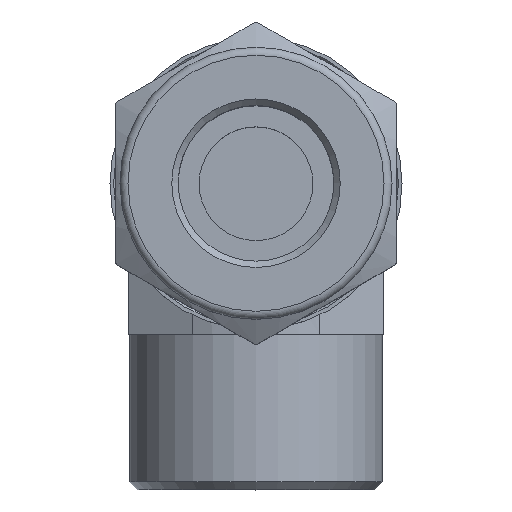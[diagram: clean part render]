
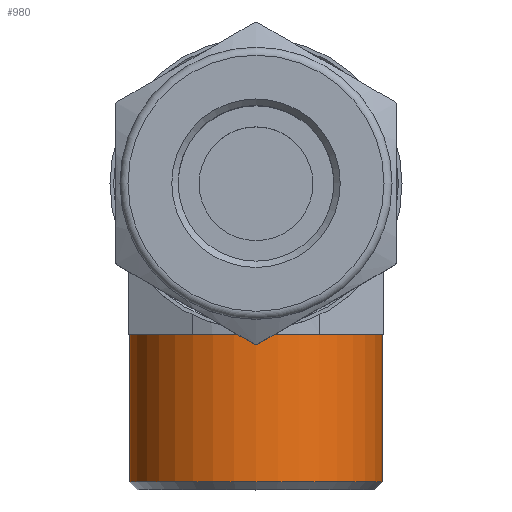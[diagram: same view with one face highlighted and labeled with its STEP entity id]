
A CAD part, top view. The second image highlights one B-rep face of the part: STEP entity #980.
In plain terms, the highlighted cylindrical face has radius 7.9 mm (diameter 15.8 mm), a full revolution.
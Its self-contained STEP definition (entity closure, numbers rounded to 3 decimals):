
#34=CYLINDRICAL_SURFACE('',#1113,7.9);
#106=CIRCLE('',#1104,7.9);
#111=CIRCLE('',#1114,7.9);
#162=FACE_OUTER_BOUND('',#233,.T.);
#233=EDGE_LOOP('',(#816,#817,#818,#819));
#291=LINE('',#1683,#359);
#359=VECTOR('',#1364,7.9);
#460=VERTEX_POINT('',#1663);
#465=VERTEX_POINT('',#1682);
#579=EDGE_CURVE('',#460,#460,#106,.T.);
#587=EDGE_CURVE('',#460,#465,#291,.T.);
#588=EDGE_CURVE('',#465,#465,#111,.T.);
#816=ORIENTED_EDGE('',*,*,#579,.F.);
#817=ORIENTED_EDGE('',*,*,#587,.T.);
#818=ORIENTED_EDGE('',*,*,#588,.F.);
#819=ORIENTED_EDGE('',*,*,#587,.F.);
#980=ADVANCED_FACE('',(#162),#34,.T.);
#1104=AXIS2_PLACEMENT_3D('',#1665,#1341,#1342);
#1113=AXIS2_PLACEMENT_3D('',#1681,#1362,#1363);
#1114=AXIS2_PLACEMENT_3D('',#1684,#1365,#1366);
#1341=DIRECTION('center_axis',(0.,-1.,0.));
#1342=DIRECTION('ref_axis',(1.,0.,0.));
#1362=DIRECTION('center_axis',(0.,-1.,0.));
#1363=DIRECTION('ref_axis',(0.,0.,-1.));
#1364=DIRECTION('',(0.,1.,0.));
#1365=DIRECTION('center_axis',(0.,1.,0.));
#1366=DIRECTION('ref_axis',(0.,0.,-1.));
#1663=CARTESIAN_POINT('',(0.,-18.6,7.9));
#1665=CARTESIAN_POINT('Origin',(0.,-18.6,0.));
#1681=CARTESIAN_POINT('Origin',(0.,-14.,0.));
#1682=CARTESIAN_POINT('',(0.,-9.4,7.9));
#1683=CARTESIAN_POINT('',(0.,-14.,7.9));
#1684=CARTESIAN_POINT('Origin',(0.,-9.4,0.));
